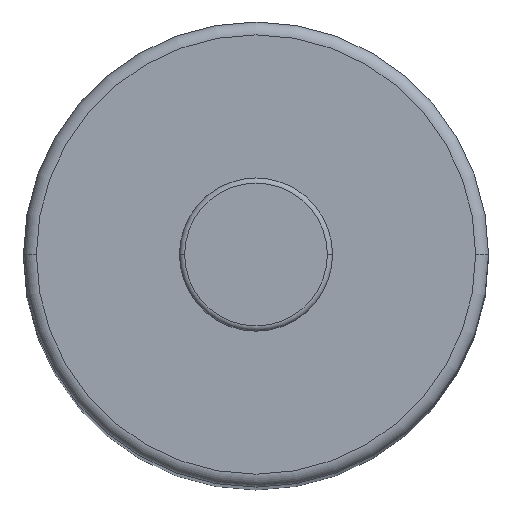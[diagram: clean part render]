
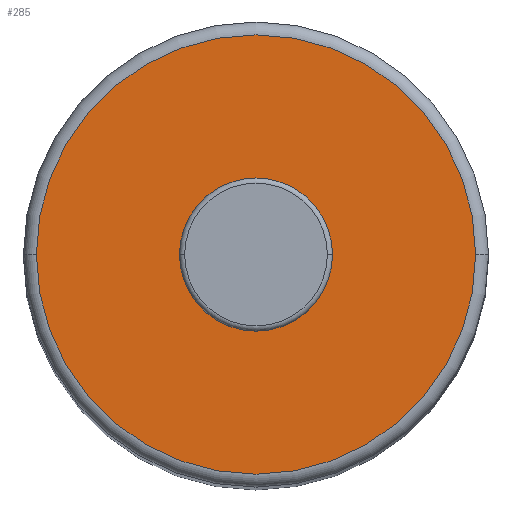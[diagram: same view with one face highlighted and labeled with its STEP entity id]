
A CAD part, top view. The second image highlights one B-rep face of the part: STEP entity #285.
In plain terms, the highlighted planar face has unit normal (0, 0, 1).
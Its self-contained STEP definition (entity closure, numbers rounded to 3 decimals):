
#30 = ORIENTED_EDGE ( 'NONE', *, *, #324, .T. ) ;
#39 = CIRCLE ( 'NONE', #190, 2.962 ) ;
#43 = AXIS2_PLACEMENT_3D ( 'NONE', #242, #120, #347 ) ;
#79 = VERTEX_POINT ( 'NONE', #276 ) ;
#83 = CIRCLE ( 'NONE', #220, 2.962 ) ;
#85 = AXIS2_PLACEMENT_3D ( 'NONE', #312, #311, #148 ) ;
#102 = CARTESIAN_POINT ( 'NONE',  ( 0., 0., 64.5 ) ) ;
#116 = CARTESIAN_POINT ( 'NONE',  ( 0., 0., 64.5 ) ) ;
#120 = DIRECTION ( 'NONE',  ( 0., 0., 1. ) ) ;
#121 = CARTESIAN_POINT ( 'NONE',  ( -8.5, 0., 64.5 ) ) ;
#133 = CARTESIAN_POINT ( 'NONE',  ( 2.962, 0., 64.5 ) ) ;
#144 = DIRECTION ( 'NONE',  ( 1., 0., 0. ) ) ;
#146 = PLANE ( 'NONE',  #85 ) ;
#148 = DIRECTION ( 'NONE',  ( 1., 0., 0. ) ) ;
#152 = EDGE_LOOP ( 'NONE', ( #230, #342 ) ) ;
#177 = EDGE_CURVE ( 'NONE', #298, #385, #83, .T. ) ;
#183 = DIRECTION ( 'NONE',  ( 0., 0., 1. ) ) ;
#190 = AXIS2_PLACEMENT_3D ( 'NONE', #116, #374, #406 ) ;
#193 = FACE_OUTER_BOUND ( 'NONE', #382, .T. ) ;
#202 = DIRECTION ( 'NONE',  ( 1., 0., 0. ) ) ;
#220 = AXIS2_PLACEMENT_3D ( 'NONE', #376, #183, #144 ) ;
#228 = EDGE_CURVE ( 'NONE', #385, #298, #39, .T. ) ;
#230 = ORIENTED_EDGE ( 'NONE', *, *, #177, .F. ) ;
#240 = FACE_BOUND ( 'NONE', #152, .T. ) ;
#242 = CARTESIAN_POINT ( 'NONE',  ( 0., 0., 64.5 ) ) ;
#248 = CIRCLE ( 'NONE', #43, 8.5 ) ;
#265 = ORIENTED_EDGE ( 'NONE', *, *, #275, .T. ) ;
#275 = EDGE_CURVE ( 'NONE', #290, #79, #248, .T. ) ;
#276 = CARTESIAN_POINT ( 'NONE',  ( 8.5, 0., 64.5 ) ) ;
#279 = CARTESIAN_POINT ( 'NONE',  ( -2.962, 0., 64.5 ) ) ;
#285 = ADVANCED_FACE ( 'NONE', ( #240, #193 ), #146, .T. ) ;
#290 = VERTEX_POINT ( 'NONE', #121 ) ;
#298 = VERTEX_POINT ( 'NONE', #279 ) ;
#311 = DIRECTION ( 'NONE',  ( 0., 0., 1. ) ) ;
#312 = CARTESIAN_POINT ( 'NONE',  ( 0., 0., 64.5 ) ) ;
#324 = EDGE_CURVE ( 'NONE', #79, #290, #348, .T. ) ;
#342 = ORIENTED_EDGE ( 'NONE', *, *, #228, .F. ) ;
#347 = DIRECTION ( 'NONE',  ( 1., 0., 0. ) ) ;
#348 = CIRCLE ( 'NONE', #363, 8.5 ) ;
#363 = AXIS2_PLACEMENT_3D ( 'NONE', #102, #390, #202 ) ;
#374 = DIRECTION ( 'NONE',  ( 0., 0., 1. ) ) ;
#376 = CARTESIAN_POINT ( 'NONE',  ( 0., 0., 64.5 ) ) ;
#382 = EDGE_LOOP ( 'NONE', ( #30, #265 ) ) ;
#385 = VERTEX_POINT ( 'NONE', #133 ) ;
#390 = DIRECTION ( 'NONE',  ( 0., 0., 1. ) ) ;
#406 = DIRECTION ( 'NONE',  ( 1., 0., 0. ) ) ;
